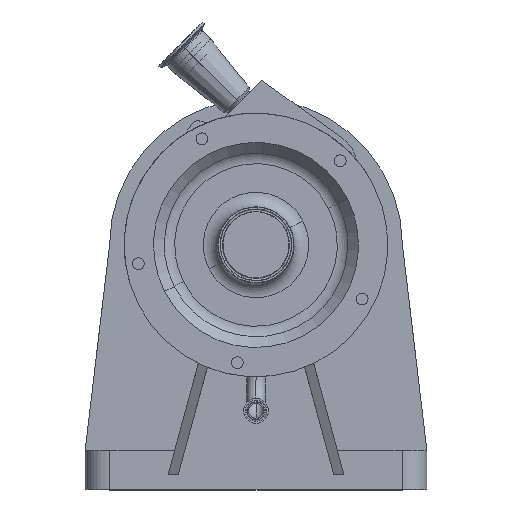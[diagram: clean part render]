
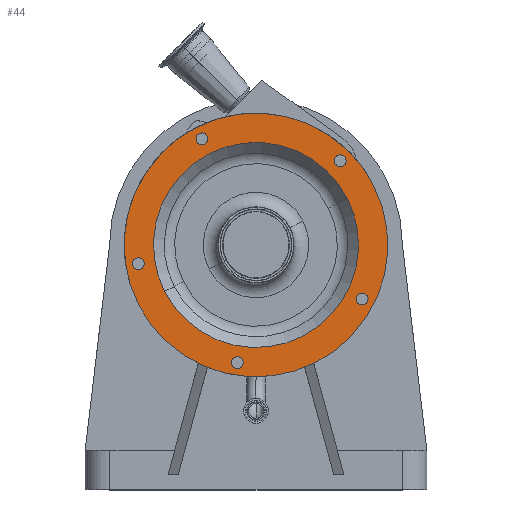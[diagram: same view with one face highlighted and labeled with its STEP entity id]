
A CAD part, top view. The second image highlights one B-rep face of the part: STEP entity #44.
In plain terms, the highlighted planar face has unit normal (0, 0, 1).
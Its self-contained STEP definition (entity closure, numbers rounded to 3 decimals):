
#32 = EDGE_CURVE ( 'NONE', #691, #805, #1151, .T. ) ;
#39 = EDGE_LOOP ( 'NONE', ( #146, #59 ) ) ;
#40 = EDGE_LOOP ( 'NONE', ( #56, #89 ) ) ;
#42 = ORIENTED_EDGE ( 'NONE', *, *, #557, .F. ) ;
#44 = ADVANCED_FACE ( 'NONE', ( #1250, #1165, #1241, #1236, #1073, #1239, #1235 ), #1059, .F. ) ;
#45 = EDGE_LOOP ( 'NONE', ( #50, #145 ) ) ;
#48 = ORIENTED_EDGE ( 'NONE', *, *, #704, .F. ) ;
#50 = ORIENTED_EDGE ( 'NONE', *, *, #91, .F. ) ;
#51 = ORIENTED_EDGE ( 'NONE', *, *, #660, .F. ) ;
#52 = ORIENTED_EDGE ( 'NONE', *, *, #94, .F. ) ;
#56 = ORIENTED_EDGE ( 'NONE', *, *, #921, .T. ) ;
#57 = EDGE_CURVE ( 'NONE', #717, #659, #1225, .T. ) ;
#58 = ORIENTED_EDGE ( 'NONE', *, *, #719, .F. ) ;
#59 = ORIENTED_EDGE ( 'NONE', *, *, #622, .F. ) ;
#61 = EDGE_LOOP ( 'NONE', ( #52, #51 ) ) ;
#62 = EDGE_CURVE ( 'NONE', #716, #707, #1330, .T. ) ;
#65 = EDGE_CURVE ( 'NONE', #698, #693, #1327, .T. ) ;
#70 = EDGE_CURVE ( 'NONE', #662, #661, #1394, .T. ) ;
#84 = EDGE_LOOP ( 'NONE', ( #85, #48 ) ) ;
#85 = ORIENTED_EDGE ( 'NONE', *, *, #62, .F. ) ;
#89 = ORIENTED_EDGE ( 'NONE', *, *, #32, .T. ) ;
#91 = EDGE_CURVE ( 'NONE', #793, #913, #1385, .T. ) ;
#92 = EDGE_LOOP ( 'NONE', ( #157, #42 ) ) ;
#94 = EDGE_CURVE ( 'NONE', #555, #629, #1335, .T. ) ;
#133 = ORIENTED_EDGE ( 'NONE', *, *, #57, .F. ) ;
#145 = ORIENTED_EDGE ( 'NONE', *, *, #791, .F. ) ;
#146 = ORIENTED_EDGE ( 'NONE', *, *, #65, .F. ) ;
#156 = EDGE_LOOP ( 'NONE', ( #133, #58 ) ) ;
#157 = ORIENTED_EDGE ( 'NONE', *, *, #70, .F. ) ;
#555 = VERTEX_POINT ( 'NONE', #4205 ) ;
#557 = EDGE_CURVE ( 'NONE', #661, #662, #4276, .T. ) ;
#622 = EDGE_CURVE ( 'NONE', #693, #698, #4623, .T. ) ;
#629 = VERTEX_POINT ( 'NONE', #4607 ) ;
#659 = VERTEX_POINT ( 'NONE', #3082 ) ;
#660 = EDGE_CURVE ( 'NONE', #629, #555, #3084, .T. ) ;
#661 = VERTEX_POINT ( 'NONE', #3066 ) ;
#662 = VERTEX_POINT ( 'NONE', #3087 ) ;
#691 = VERTEX_POINT ( 'NONE', #2941 ) ;
#693 = VERTEX_POINT ( 'NONE', #2968 ) ;
#698 = VERTEX_POINT ( 'NONE', #2969 ) ;
#704 = EDGE_CURVE ( 'NONE', #707, #716, #2934, .T. ) ;
#707 = VERTEX_POINT ( 'NONE', #2989 ) ;
#716 = VERTEX_POINT ( 'NONE', #3021 ) ;
#717 = VERTEX_POINT ( 'NONE', #3020 ) ;
#719 = EDGE_CURVE ( 'NONE', #659, #717, #3028, .T. ) ;
#791 = EDGE_CURVE ( 'NONE', #913, #793, #3221, .T. ) ;
#793 = VERTEX_POINT ( 'NONE', #3439 ) ;
#805 = VERTEX_POINT ( 'NONE', #3437 ) ;
#913 = VERTEX_POINT ( 'NONE', #4432 ) ;
#921 = EDGE_CURVE ( 'NONE', #805, #691, #4626, .T. ) ;
#1059 = PLANE ( 'NONE',  #1248 ) ;
#1061 = DIRECTION ( 'NONE',  ( 0.891, 0.454, 0. ) ) ;
#1062 = DIRECTION ( 'NONE',  ( 0., 0., 1. ) ) ;
#1064 = AXIS2_PLACEMENT_3D ( 'NONE', #1154, #1062, #1061 ) ;
#1069 = DIRECTION ( 'NONE',  ( 0., 0., -1. ) ) ;
#1070 = CARTESIAN_POINT ( 'NONE',  ( -17.706, 34.749, 284. ) ) ;
#1073 = FACE_BOUND ( 'NONE', #61, .T. ) ;
#1151 = CIRCLE ( 'NONE', #1064, 135. ) ;
#1154 = CARTESIAN_POINT ( 'NONE',  ( 0., 0., 284. ) ) ;
#1165 = FACE_BOUND ( 'NONE', #39, .T. ) ;
#1218 = DIRECTION ( 'NONE',  ( -0.156, 0.988, 0. ) ) ;
#1219 = DIRECTION ( 'NONE',  ( 0., 0., 1. ) ) ;
#1220 = AXIS2_PLACEMENT_3D ( 'NONE', #1224, #1219, #1218 ) ;
#1224 = CARTESIAN_POINT ( 'NONE',  ( -120.498, -19.085, 284. ) ) ;
#1225 = CIRCLE ( 'NONE', #1220, 6. ) ;
#1230 = DIRECTION ( 'NONE',  ( -0.891, -0.454, 0. ) ) ;
#1235 = FACE_BOUND ( 'NONE', #92, .T. ) ;
#1236 = FACE_BOUND ( 'NONE', #156, .T. ) ;
#1239 = FACE_OUTER_BOUND ( 'NONE', #40, .T. ) ;
#1241 = FACE_BOUND ( 'NONE', #84, .T. ) ;
#1248 = AXIS2_PLACEMENT_3D ( 'NONE', #1070, #1069, #1230 ) ;
#1250 = FACE_BOUND ( 'NONE', #45, .T. ) ;
#1327 = CIRCLE ( 'NONE', #1428, 6. ) ;
#1330 = CIRCLE ( 'NONE', #1331, 6. ) ;
#1331 = AXIS2_PLACEMENT_3D ( 'NONE', #1435, #1355, #1332 ) ;
#1332 = DIRECTION ( 'NONE',  ( -0.988, 0.156, 0. ) ) ;
#1335 = CIRCLE ( 'NONE', #1340, 6. ) ;
#1340 = AXIS2_PLACEMENT_3D ( 'NONE', #1441, #1445, #1390 ) ;
#1346 = DIRECTION ( 'NONE',  ( 0.891, 0.454, 0. ) ) ;
#1355 = DIRECTION ( 'NONE',  ( 0., 0., 1. ) ) ;
#1384 = CARTESIAN_POINT ( 'NONE',  ( 108.703, -55.387, 284. ) ) ;
#1385 = CIRCLE ( 'NONE', #1446, 6. ) ;
#1390 = DIRECTION ( 'NONE',  ( 0.891, 0.454, 0. ) ) ;
#1394 = CIRCLE ( 'NONE', #1463, 105. ) ;
#1428 = AXIS2_PLACEMENT_3D ( 'NONE', #1384, #1437, #1436 ) ;
#1431 = CARTESIAN_POINT ( 'NONE',  ( 86.267, 86.267, 284. ) ) ;
#1435 = CARTESIAN_POINT ( 'NONE',  ( -19.085, -120.498, 284. ) ) ;
#1436 = DIRECTION ( 'NONE',  ( -0.454, -0.891, 0. ) ) ;
#1437 = DIRECTION ( 'NONE',  ( 0., 0., 1. ) ) ;
#1438 = DIRECTION ( 'NONE',  ( 0.707, -0.707, 0. ) ) ;
#1439 = DIRECTION ( 'NONE',  ( 0., 0., 1. ) ) ;
#1441 = CARTESIAN_POINT ( 'NONE',  ( -55.387, 108.703, 284. ) ) ;
#1445 = DIRECTION ( 'NONE',  ( 0., 0., 1. ) ) ;
#1446 = AXIS2_PLACEMENT_3D ( 'NONE', #1431, #1439, #1438 ) ;
#1461 = DIRECTION ( 'NONE',  ( 0., 0., 1. ) ) ;
#1462 = CARTESIAN_POINT ( 'NONE',  ( 0., 0., 284. ) ) ;
#1463 = AXIS2_PLACEMENT_3D ( 'NONE', #1462, #1461, #1346 ) ;
#2934 = CIRCLE ( 'NONE', #2961, 6. ) ;
#2939 = DIRECTION ( 'NONE',  ( -0.988, 0.156, 0. ) ) ;
#2941 = CARTESIAN_POINT ( 'NONE',  ( -120.286, -61.289, 284. ) ) ;
#2950 = DIRECTION ( 'NONE',  ( 0., 0., 1. ) ) ;
#2951 = CARTESIAN_POINT ( 'NONE',  ( -19.085, -120.498, 284. ) ) ;
#2961 = AXIS2_PLACEMENT_3D ( 'NONE', #2951, #2950, #2939 ) ;
#2968 = CARTESIAN_POINT ( 'NONE',  ( 111.427, -50.041, 284. ) ) ;
#2969 = CARTESIAN_POINT ( 'NONE',  ( 105.979, -60.733, 284. ) ) ;
#2989 = CARTESIAN_POINT ( 'NONE',  ( -13.159, -121.437, 284. ) ) ;
#3011 = CARTESIAN_POINT ( 'NONE',  ( -120.498, -19.085, 284. ) ) ;
#3020 = CARTESIAN_POINT ( 'NONE',  ( -121.437, -13.159, 284. ) ) ;
#3021 = CARTESIAN_POINT ( 'NONE',  ( -25.011, -119.559, 284. ) ) ;
#3025 = DIRECTION ( 'NONE',  ( -0.156, 0.988, 0. ) ) ;
#3026 = DIRECTION ( 'NONE',  ( 0., 0., 1. ) ) ;
#3027 = AXIS2_PLACEMENT_3D ( 'NONE', #3011, #3026, #3025 ) ;
#3028 = CIRCLE ( 'NONE', #3027, 6. ) ;
#3066 = CARTESIAN_POINT ( 'NONE',  ( -93.556, -47.669, 284. ) ) ;
#3077 = DIRECTION ( 'NONE',  ( 0.891, 0.454, 0. ) ) ;
#3078 = DIRECTION ( 'NONE',  ( 0., 0., 1. ) ) ;
#3079 = CARTESIAN_POINT ( 'NONE',  ( -55.387, 108.703, 284. ) ) ;
#3081 = AXIS2_PLACEMENT_3D ( 'NONE', #3079, #3078, #3077 ) ;
#3082 = CARTESIAN_POINT ( 'NONE',  ( -119.559, -25.011, 284. ) ) ;
#3084 = CIRCLE ( 'NONE', #3081, 6. ) ;
#3087 = CARTESIAN_POINT ( 'NONE',  ( 93.556, 47.669, 284. ) ) ;
#3158 = CARTESIAN_POINT ( 'NONE',  ( 86.267, 86.267, 284. ) ) ;
#3184 = DIRECTION ( 'NONE',  ( 0., 0., 1. ) ) ;
#3192 = DIRECTION ( 'NONE',  ( 0.707, -0.707, 0. ) ) ;
#3221 = CIRCLE ( 'NONE', #3229, 6. ) ;
#3229 = AXIS2_PLACEMENT_3D ( 'NONE', #3158, #3184, #3192 ) ;
#3437 = CARTESIAN_POINT ( 'NONE',  ( 120.286, 61.289, 284. ) ) ;
#3439 = CARTESIAN_POINT ( 'NONE',  ( 90.51, 82.024, 284. ) ) ;
#4140 = DIRECTION ( 'NONE',  ( 0., 0., 1. ) ) ;
#4188 = DIRECTION ( 'NONE',  ( 0.891, 0.454, 0. ) ) ;
#4205 = CARTESIAN_POINT ( 'NONE',  ( -50.041, 111.427, 284. ) ) ;
#4223 = AXIS2_PLACEMENT_3D ( 'NONE', #4305, #4140, #4188 ) ;
#4276 = CIRCLE ( 'NONE', #4223, 105. ) ;
#4305 = CARTESIAN_POINT ( 'NONE',  ( 0., 0., 284. ) ) ;
#4432 = CARTESIAN_POINT ( 'NONE',  ( 82.024, 90.51, 284. ) ) ;
#4584 = DIRECTION ( 'NONE',  ( -0.454, -0.891, 0. ) ) ;
#4607 = CARTESIAN_POINT ( 'NONE',  ( -60.733, 105.979, 284. ) ) ;
#4609 = AXIS2_PLACEMENT_3D ( 'NONE', #4650, #4637, #4634 ) ;
#4619 = CARTESIAN_POINT ( 'NONE',  ( 108.703, -55.387, 284. ) ) ;
#4623 = CIRCLE ( 'NONE', #4633, 6. ) ;
#4626 = CIRCLE ( 'NONE', #4609, 135. ) ;
#4633 = AXIS2_PLACEMENT_3D ( 'NONE', #4619, #4642, #4584 ) ;
#4634 = DIRECTION ( 'NONE',  ( 0.891, 0.454, 0. ) ) ;
#4637 = DIRECTION ( 'NONE',  ( 0., 0., 1. ) ) ;
#4642 = DIRECTION ( 'NONE',  ( 0., 0., 1. ) ) ;
#4650 = CARTESIAN_POINT ( 'NONE',  ( 0., 0., 284. ) ) ;
